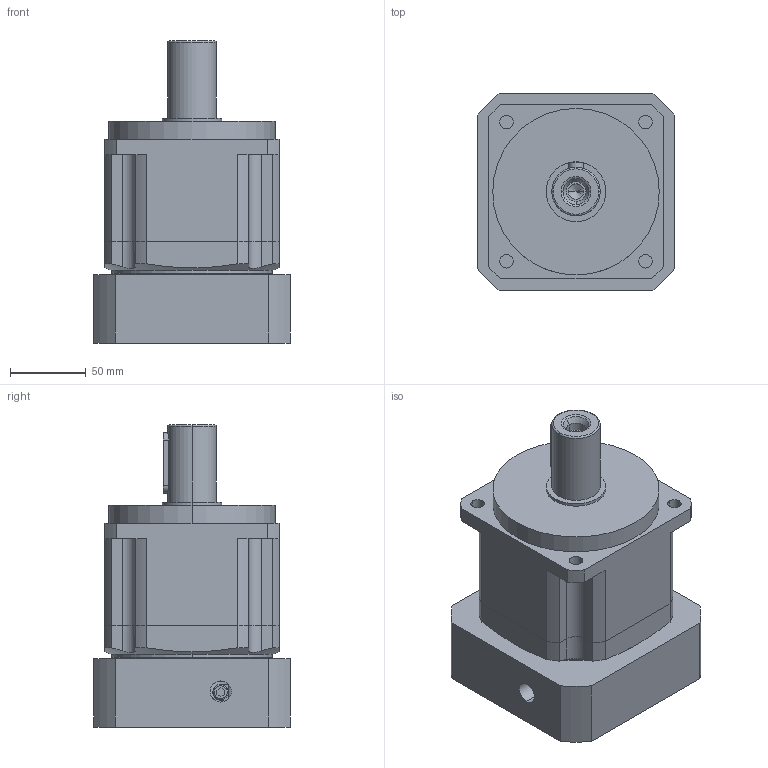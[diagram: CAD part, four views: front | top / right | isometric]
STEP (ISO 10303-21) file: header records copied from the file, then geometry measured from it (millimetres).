
FILE_DESCRIPTION (( 'STEP AP203' ), '1' );
FILE_NAME ('GPB115-L1-(22-110-145-M8).STEP', '2022-05-25T02:04:25', ( '微软用户' ), ( '微软中国' ), 'SwSTEP 2.0', 'SolidWorks 2018', '' );
FILE_SCHEMA (( 'CONFIG_CONTROL_DESIGN' ));
Length unit declared in the file: millimetre
Products named in the file (1): GPB115-L1-(22-110-145-M8)
Bounding box: 130 x 130 x 199.5 mm (x, y, z)
Volume: 1601370.9 mm3; surface area: 184411.3 mm2
Topology: 5 solids, 5 shells, 293 faces, 725 edges, 465 vertices
Faces by surface type: plane 138, cylinder 117, cone 20, torus 18
Entity records: 9290 total; most frequent: CARTESIAN_POINT 2093, DIRECTION 1539, ORIENTED_EDGE 1430, EDGE_CURVE 715, AXIS2_PLACEMENT_3D 565, VERTEX_POINT 465, LINE 409, VECTOR 409
